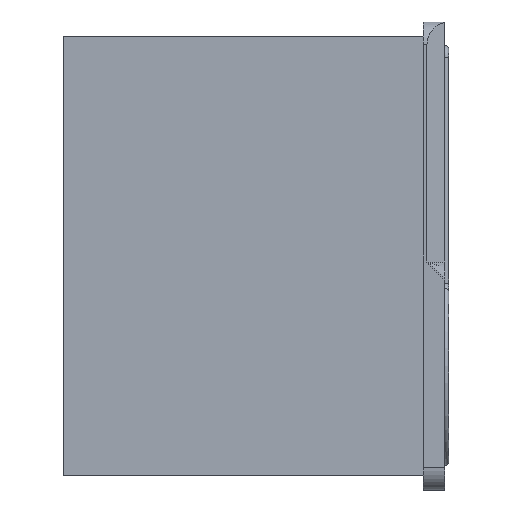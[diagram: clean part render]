
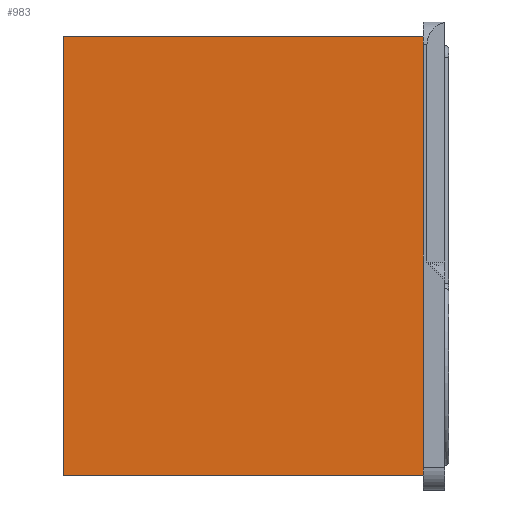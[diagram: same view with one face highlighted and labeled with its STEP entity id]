
A CAD part, left-side view. The second image highlights one B-rep face of the part: STEP entity #983.
In plain terms, the highlighted planar face has unit normal (-1, 0, 0).
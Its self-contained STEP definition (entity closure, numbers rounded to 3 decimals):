
#146=FACE_OUTER_BOUND('',#201,.T.);
#201=EDGE_LOOP('',(#667,#668,#669,#670));
#268=LINE('',#1536,#345);
#269=LINE('',#1538,#346);
#270=LINE('',#1540,#347);
#271=LINE('',#1541,#348);
#345=VECTOR('',#1200,10.);
#346=VECTOR('',#1201,10.);
#347=VECTOR('',#1202,10.);
#348=VECTOR('',#1203,10.);
#422=VERTEX_POINT('',#1534);
#423=VERTEX_POINT('',#1535);
#424=VERTEX_POINT('',#1537);
#425=VERTEX_POINT('',#1539);
#520=EDGE_CURVE('',#422,#423,#268,.T.);
#521=EDGE_CURVE('',#423,#424,#269,.T.);
#522=EDGE_CURVE('',#425,#424,#270,.T.);
#523=EDGE_CURVE('',#422,#425,#271,.T.);
#667=ORIENTED_EDGE('',*,*,#520,.T.);
#668=ORIENTED_EDGE('',*,*,#521,.T.);
#669=ORIENTED_EDGE('',*,*,#522,.F.);
#670=ORIENTED_EDGE('',*,*,#523,.F.);
#961=PLANE('',#1066);
#983=ADVANCED_FACE('',(#146),#961,.T.);
#1066=AXIS2_PLACEMENT_3D('',#1533,#1198,#1199);
#1198=DIRECTION('center_axis',(-1.,0.,0.));
#1199=DIRECTION('ref_axis',(0.,0.,1.));
#1200=DIRECTION('',(0.,0.,1.));
#1201=DIRECTION('',(0.,1.,0.));
#1202=DIRECTION('',(0.,0.,1.));
#1203=DIRECTION('',(0.,1.,0.));
#1533=CARTESIAN_POINT('Origin',(-103.,18.,12.));
#1534=CARTESIAN_POINT('',(-103.,18.,12.));
#1535=CARTESIAN_POINT('',(-103.,18.,378.));
#1536=CARTESIAN_POINT('',(-103.,18.,12.));
#1537=CARTESIAN_POINT('',(-103.,318.,378.));
#1538=CARTESIAN_POINT('',(-103.,18.,378.));
#1539=CARTESIAN_POINT('',(-103.,318.,12.));
#1540=CARTESIAN_POINT('',(-103.,318.,12.));
#1541=CARTESIAN_POINT('',(-103.,18.,12.));
